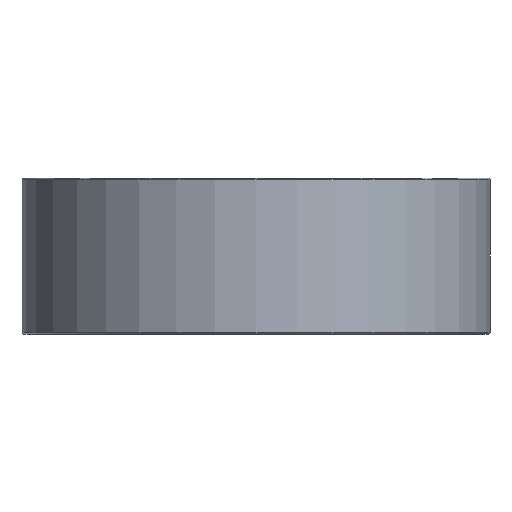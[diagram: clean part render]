
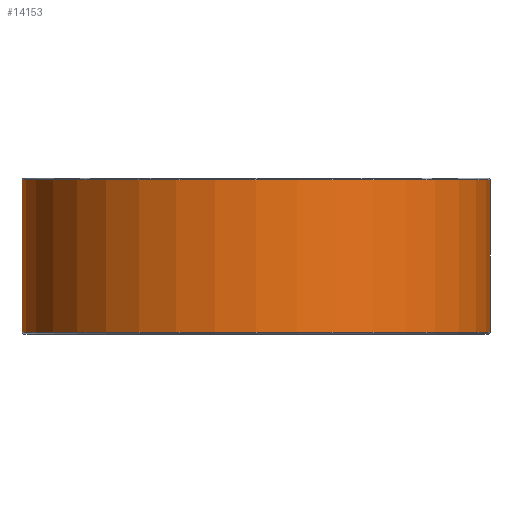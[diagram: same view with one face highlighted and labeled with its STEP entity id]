
A CAD part, front view. The second image highlights one B-rep face of the part: STEP entity #14153.
In plain terms, the highlighted cylindrical face has radius 38.1 mm (diameter 76.2 mm), a full revolution.
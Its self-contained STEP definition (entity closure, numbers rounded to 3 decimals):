
#1260 = DIRECTION ( 'NONE',  ( 1., 0., 0. ) ) ;
#1332 = DIRECTION ( 'NONE',  ( 0., 0., 1. ) ) ;
#1467 = CARTESIAN_POINT ( 'NONE',  ( 0., 0., 0.254 ) ) ;
#1477 = CARTESIAN_POINT ( 'NONE',  ( 0., 0., 25.4 ) ) ;
#1896 = AXIS2_PLACEMENT_3D ( 'NONE', #1477, #6164, #10572 ) ;
#2048 = EDGE_LOOP ( 'NONE', ( #11016 ) ) ;
#2209 = CIRCLE ( 'NONE', #10946, 38.1 ) ;
#3644 = CYLINDRICAL_SURFACE ( 'NONE', #1896, 38.1 ) ;
#4513 = CARTESIAN_POINT ( 'NONE',  ( 38.1, 0., 0.254 ) ) ;
#4725 = ORIENTED_EDGE ( 'NONE', *, *, #9833, .T. ) ;
#6164 = DIRECTION ( 'NONE',  ( 0., 0., -1. ) ) ;
#7390 = EDGE_LOOP ( 'NONE', ( #4725 ) ) ;
#7993 = CARTESIAN_POINT ( 'NONE',  ( 0., 0., 25.146 ) ) ;
#8064 = DIRECTION ( 'NONE',  ( 1., 0., 0. ) ) ;
#8442 = EDGE_CURVE ( 'NONE', #14308, #14308, #2209, .T. ) ;
#9143 = VERTEX_POINT ( 'NONE', #13292 ) ;
#9444 = FACE_OUTER_BOUND ( 'NONE', #2048, .T. ) ;
#9833 = EDGE_CURVE ( 'NONE', #9143, #9143, #14223, .T. ) ;
#10572 = DIRECTION ( 'NONE',  ( -1., 0., 0. ) ) ;
#10946 = AXIS2_PLACEMENT_3D ( 'NONE', #1467, #1332, #1260 ) ;
#11016 = ORIENTED_EDGE ( 'NONE', *, *, #8442, .T. ) ;
#13292 = CARTESIAN_POINT ( 'NONE',  ( 38.1, 0., 25.146 ) ) ;
#13568 = FACE_OUTER_BOUND ( 'NONE', #7390, .T. ) ;
#14153 = ADVANCED_FACE ( 'NONE', ( #9444, #13568 ), #3644, .T. ) ;
#14222 = AXIS2_PLACEMENT_3D ( 'NONE', #7993, #14320, #8064 ) ;
#14223 = CIRCLE ( 'NONE', #14222, 38.1 ) ;
#14308 = VERTEX_POINT ( 'NONE', #4513 ) ;
#14320 = DIRECTION ( 'NONE',  ( 0., 0., -1. ) ) ;
